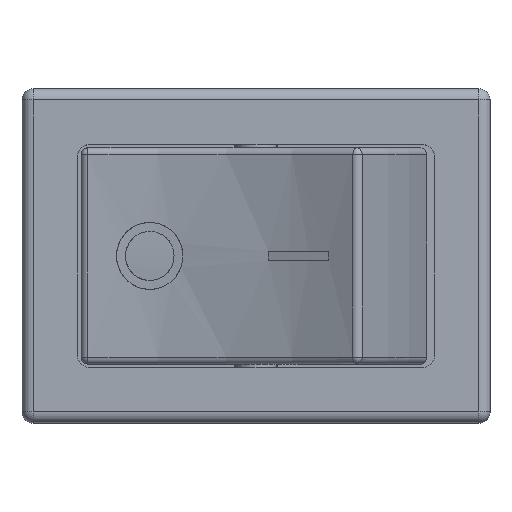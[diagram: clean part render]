
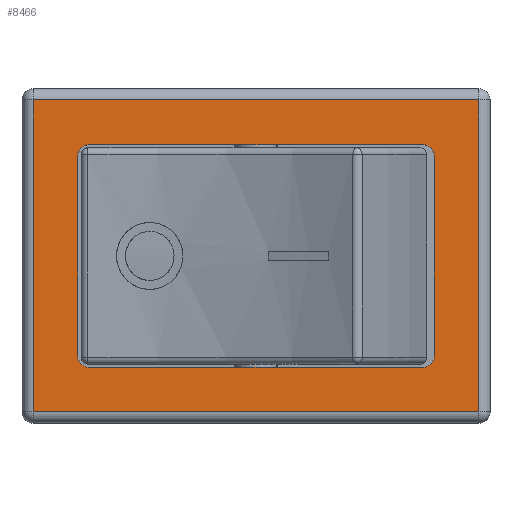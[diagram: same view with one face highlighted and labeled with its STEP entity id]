
A CAD part, top view. The second image highlights one B-rep face of the part: STEP entity #8466.
In plain terms, the highlighted planar face has unit normal (0, 0, 1).
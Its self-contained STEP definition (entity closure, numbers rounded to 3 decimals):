
#110=FACE_BOUND('',#1472,.T.);
#417=PLANE('',#8986);
#987=FACE_OUTER_BOUND('',#1471,.T.);
#1471=EDGE_LOOP('',(#7840,#7841,#7842,#7843));
#1472=EDGE_LOOP('',(#7844,#7845,#7846,#7847,#7848,#7849,#7850,#7851));
#1587=CIRCLE('',#8748,0.5);
#1590=CIRCLE('',#8753,0.5);
#1592=CIRCLE('',#8757,0.5);
#1595=CIRCLE('',#8762,0.5);
#1992=LINE('',#14405,#2978);
#1996=LINE('',#14419,#2982);
#2000=LINE('',#14431,#2986);
#2535=LINE('',#16040,#3521);
#2536=LINE('',#16046,#3522);
#2538=LINE('',#16054,#3524);
#2540=LINE('',#16062,#3526);
#2542=LINE('',#16071,#3528);
#2978=VECTOR('',#9861,10.);
#2982=VECTOR('',#9875,10.);
#2986=VECTOR('',#9887,10.);
#3521=VECTOR('',#10828,10.);
#3522=VECTOR('',#10833,10.);
#3524=VECTOR('',#10841,10.);
#3526=VECTOR('',#10849,10.);
#3528=VECTOR('',#10861,10.);
#3950=VERTEX_POINT('',#14395);
#3951=VERTEX_POINT('',#14397);
#3953=VERTEX_POINT('',#14403);
#3956=VERTEX_POINT('',#14411);
#3958=VERTEX_POINT('',#14417);
#3960=VERTEX_POINT('',#14423);
#3962=VERTEX_POINT('',#14429);
#3965=VERTEX_POINT('',#14437);
#4349=VERTEX_POINT('',#16043);
#4350=VERTEX_POINT('',#16045);
#4353=VERTEX_POINT('',#16053);
#4356=VERTEX_POINT('',#16061);
#4902=EDGE_CURVE('',#3950,#3951,#1587,.T.);
#4906=EDGE_CURVE('',#3950,#3953,#1992,.T.);
#4910=EDGE_CURVE('',#3956,#3953,#1590,.T.);
#4913=EDGE_CURVE('',#3956,#3958,#1996,.T.);
#4916=EDGE_CURVE('',#3960,#3958,#1592,.T.);
#4919=EDGE_CURVE('',#3960,#3962,#2000,.T.);
#4923=EDGE_CURVE('',#3965,#3962,#1595,.T.);
#5515=EDGE_CURVE('',#3965,#3951,#2535,.T.);
#5517=EDGE_CURVE('',#4349,#4350,#2536,.T.);
#5521=EDGE_CURVE('',#4350,#4353,#2538,.T.);
#5525=EDGE_CURVE('',#4353,#4356,#2540,.T.);
#5530=EDGE_CURVE('',#4356,#4349,#2542,.T.);
#7840=ORIENTED_EDGE('',*,*,#5517,.F.);
#7841=ORIENTED_EDGE('',*,*,#5530,.F.);
#7842=ORIENTED_EDGE('',*,*,#5525,.F.);
#7843=ORIENTED_EDGE('',*,*,#5521,.F.);
#7844=ORIENTED_EDGE('',*,*,#4919,.T.);
#7845=ORIENTED_EDGE('',*,*,#4923,.F.);
#7846=ORIENTED_EDGE('',*,*,#5515,.T.);
#7847=ORIENTED_EDGE('',*,*,#4902,.F.);
#7848=ORIENTED_EDGE('',*,*,#4906,.T.);
#7849=ORIENTED_EDGE('',*,*,#4910,.F.);
#7850=ORIENTED_EDGE('',*,*,#4913,.T.);
#7851=ORIENTED_EDGE('',*,*,#4916,.F.);
#8466=ADVANCED_FACE('',(#987,#110),#417,.T.);
#8748=AXIS2_PLACEMENT_3D('',#14398,#9854,#9855);
#8753=AXIS2_PLACEMENT_3D('',#14413,#9869,#9870);
#8757=AXIS2_PLACEMENT_3D('',#14425,#9881,#9882);
#8762=AXIS2_PLACEMENT_3D('',#14439,#9895,#9896);
#8986=AXIS2_PLACEMENT_3D('',#16090,#10890,#10891);
#9854=DIRECTION('center_axis',(0.,0.,
1.));
#9855=DIRECTION('ref_axis',(0.707,-0.707,0.));
#9861=DIRECTION('',(-1.,0.,0.));
#9869=DIRECTION('center_axis',(0.,0.,
1.));
#9870=DIRECTION('ref_axis',(-0.707,-0.707,0.));
#9875=DIRECTION('',(0.,1.,0.));
#9881=DIRECTION('center_axis',(0.,0.,
1.));
#9882=DIRECTION('ref_axis',(-0.707,0.707,0.));
#9887=DIRECTION('',(1.,0.,0.));
#9895=DIRECTION('center_axis',(0.,0.,
1.));
#9896=DIRECTION('ref_axis',(0.707,0.707,0.));
#10828=DIRECTION('',(0.,-1.,0.));
#10833=DIRECTION('',(-1.,0.,0.));
#10841=DIRECTION('',(0.,1.,0.));
#10849=DIRECTION('',(1.,0.,0.));
#10861=DIRECTION('',(0.,-1.,0.));
#10890=DIRECTION('center_axis',(0.,0.,
1.));
#10891=DIRECTION('ref_axis',(1.,0.,0.));
#14395=CARTESIAN_POINT('',(7.5,-5.,14.3));
#14397=CARTESIAN_POINT('',(8.,-4.5,14.3));
#14398=CARTESIAN_POINT('Origin',(7.5,-4.5,14.3));
#14403=CARTESIAN_POINT('',(-7.5,-5.,14.3));
#14405=CARTESIAN_POINT('',(-4.,-5.,14.3));
#14411=CARTESIAN_POINT('',(-8.,-4.5,14.3));
#14413=CARTESIAN_POINT('Origin',(-7.5,-4.5,14.3));
#14417=CARTESIAN_POINT('',(-8.,4.5,14.3));
#14419=CARTESIAN_POINT('',(-8.,2.25,14.3));
#14423=CARTESIAN_POINT('',(-7.5,5.,14.3));
#14425=CARTESIAN_POINT('Origin',(-7.5,4.5,14.3));
#14429=CARTESIAN_POINT('',(7.5,5.,14.3));
#14431=CARTESIAN_POINT('',(0.,5.,14.3));
#14437=CARTESIAN_POINT('',(8.,4.5,14.3));
#14439=CARTESIAN_POINT('Origin',(7.5,4.5,14.3));
#16040=CARTESIAN_POINT('',(8.,2.25,14.3));
#16043=CARTESIAN_POINT('',(10.,-7.,14.3));
#16045=CARTESIAN_POINT('',(-10.,-7.,14.3));
#16046=CARTESIAN_POINT('',(5.,-7.,14.3));
#16053=CARTESIAN_POINT('',(-10.,7.,14.3));
#16054=CARTESIAN_POINT('',(-10.,-3.5,14.3));
#16061=CARTESIAN_POINT('',(10.,7.,14.3));
#16062=CARTESIAN_POINT('',(-5.,7.,14.3));
#16071=CARTESIAN_POINT('',(10.,3.5,14.3));
#16090=CARTESIAN_POINT('Origin',(0.,0.,14.3));
